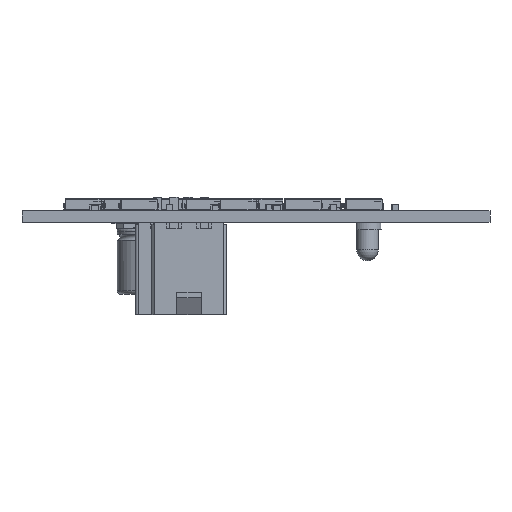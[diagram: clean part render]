
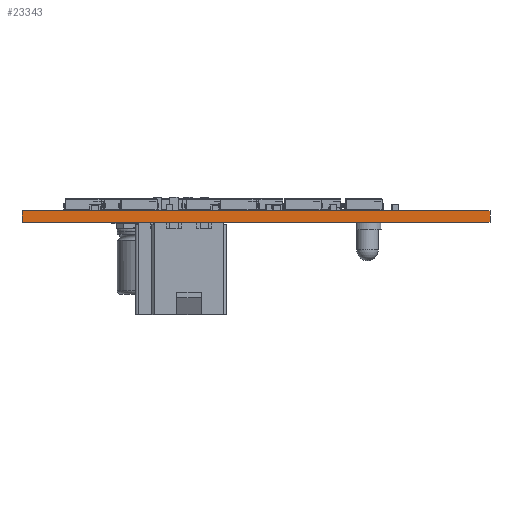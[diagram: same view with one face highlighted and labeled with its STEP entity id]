
A CAD part, front view. The second image highlights one B-rep face of the part: STEP entity #23343.
In plain terms, the highlighted planar face has unit normal (0, -1, 0).
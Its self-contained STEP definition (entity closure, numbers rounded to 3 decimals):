
#23343 = ADVANCED_FACE('',(#23344),#23358,.T.);
#23344 = FACE_BOUND('',#23345,.T.);
#23345 = EDGE_LOOP('',(#23346,#23381,#23409,#23437));
#23346 = ORIENTED_EDGE('',*,*,#23347,.T.);
#23347 = EDGE_CURVE('',#23348,#23350,#23352,.T.);
#23348 = VERTEX_POINT('',#23349);
#23349 = CARTESIAN_POINT('',(188.228,-134.691,0.));
#23350 = VERTEX_POINT('',#23351);
#23351 = CARTESIAN_POINT('',(188.228,-134.691,1.58));
#23352 = SURFACE_CURVE('',#23353,(#23357,#23369),.PCURVE_S1.);
#23353 = LINE('',#23354,#23355);
#23354 = CARTESIAN_POINT('',(188.228,-134.691,0.));
#23355 = VECTOR('',#23356,1.);
#23356 = DIRECTION('',(0.,0.,1.));
#23357 = PCURVE('',#23358,#23363);
#23358 = PLANE('',#23359);
#23359 = AXIS2_PLACEMENT_3D('',#23360,#23361,#23362);
#23360 = CARTESIAN_POINT('',(188.228,-134.691,0.));
#23361 = DIRECTION('',(0.,-1.,0.));
#23362 = DIRECTION('',(-1.,0.,0.));
#23363 = DEFINITIONAL_REPRESENTATION('',(#23364),#23368);
#23364 = LINE('',#23365,#23366);
#23365 = CARTESIAN_POINT('',(0.,-0.));
#23366 = VECTOR('',#23367,1.);
#23367 = DIRECTION('',(0.,-1.));
#23368 = ( GEOMETRIC_REPRESENTATION_CONTEXT(2) 
PARAMETRIC_REPRESENTATION_CONTEXT() REPRESENTATION_CONTEXT('2D SPACE',''
  ) );
#23369 = PCURVE('',#23370,#23375);
#23370 = PLANE('',#23371);
#23371 = AXIS2_PLACEMENT_3D('',#23372,#23373,#23374);
#23372 = CARTESIAN_POINT('',(188.228,-45.791,0.));
#23373 = DIRECTION('',(1.,0.,-0.));
#23374 = DIRECTION('',(0.,-1.,0.));
#23375 = DEFINITIONAL_REPRESENTATION('',(#23376),#23380);
#23376 = LINE('',#23377,#23378);
#23377 = CARTESIAN_POINT('',(88.9,0.));
#23378 = VECTOR('',#23379,1.);
#23379 = DIRECTION('',(0.,-1.));
#23380 = ( GEOMETRIC_REPRESENTATION_CONTEXT(2) 
PARAMETRIC_REPRESENTATION_CONTEXT() REPRESENTATION_CONTEXT('2D SPACE',''
  ) );
#23381 = ORIENTED_EDGE('',*,*,#23382,.T.);
#23382 = EDGE_CURVE('',#23350,#23383,#23385,.T.);
#23383 = VERTEX_POINT('',#23384);
#23384 = CARTESIAN_POINT('',(123.14,-134.691,1.58));
#23385 = SURFACE_CURVE('',#23386,(#23390,#23397),.PCURVE_S1.);
#23386 = LINE('',#23387,#23388);
#23387 = CARTESIAN_POINT('',(188.228,-134.691,1.58));
#23388 = VECTOR('',#23389,1.);
#23389 = DIRECTION('',(-1.,0.,0.));
#23390 = PCURVE('',#23358,#23391);
#23391 = DEFINITIONAL_REPRESENTATION('',(#23392),#23396);
#23392 = LINE('',#23393,#23394);
#23393 = CARTESIAN_POINT('',(0.,-1.58));
#23394 = VECTOR('',#23395,1.);
#23395 = DIRECTION('',(1.,0.));
#23396 = ( GEOMETRIC_REPRESENTATION_CONTEXT(2) 
PARAMETRIC_REPRESENTATION_CONTEXT() REPRESENTATION_CONTEXT('2D SPACE',''
  ) );
#23397 = PCURVE('',#23398,#23403);
#23398 = PLANE('',#23399);
#23399 = AXIS2_PLACEMENT_3D('',#23400,#23401,#23402);
#23400 = CARTESIAN_POINT('',(157.014,-91.98,1.58));
#23401 = DIRECTION('',(-0.,-0.,-1.));
#23402 = DIRECTION('',(-1.,0.,0.));
#23403 = DEFINITIONAL_REPRESENTATION('',(#23404),#23408);
#23404 = LINE('',#23405,#23406);
#23405 = CARTESIAN_POINT('',(-31.214,-42.711));
#23406 = VECTOR('',#23407,1.);
#23407 = DIRECTION('',(1.,0.));
#23408 = ( GEOMETRIC_REPRESENTATION_CONTEXT(2) 
PARAMETRIC_REPRESENTATION_CONTEXT() REPRESENTATION_CONTEXT('2D SPACE',''
  ) );
#23409 = ORIENTED_EDGE('',*,*,#23410,.F.);
#23410 = EDGE_CURVE('',#23411,#23383,#23413,.T.);
#23411 = VERTEX_POINT('',#23412);
#23412 = CARTESIAN_POINT('',(123.14,-134.691,0.));
#23413 = SURFACE_CURVE('',#23414,(#23418,#23425),.PCURVE_S1.);
#23414 = LINE('',#23415,#23416);
#23415 = CARTESIAN_POINT('',(123.14,-134.691,0.));
#23416 = VECTOR('',#23417,1.);
#23417 = DIRECTION('',(0.,0.,1.));
#23418 = PCURVE('',#23358,#23419);
#23419 = DEFINITIONAL_REPRESENTATION('',(#23420),#23424);
#23420 = LINE('',#23421,#23422);
#23421 = CARTESIAN_POINT('',(65.088,0.));
#23422 = VECTOR('',#23423,1.);
#23423 = DIRECTION('',(0.,-1.));
#23424 = ( GEOMETRIC_REPRESENTATION_CONTEXT(2) 
PARAMETRIC_REPRESENTATION_CONTEXT() REPRESENTATION_CONTEXT('2D SPACE',''
  ) );
#23425 = PCURVE('',#23426,#23431);
#23426 = PLANE('',#23427);
#23427 = AXIS2_PLACEMENT_3D('',#23428,#23429,#23430);
#23428 = CARTESIAN_POINT('',(123.14,-134.691,0.));
#23429 = DIRECTION('',(-1.,0.,0.));
#23430 = DIRECTION('',(0.,1.,0.));
#23431 = DEFINITIONAL_REPRESENTATION('',(#23432),#23436);
#23432 = LINE('',#23433,#23434);
#23433 = CARTESIAN_POINT('',(0.,0.));
#23434 = VECTOR('',#23435,1.);
#23435 = DIRECTION('',(0.,-1.));
#23436 = ( GEOMETRIC_REPRESENTATION_CONTEXT(2) 
PARAMETRIC_REPRESENTATION_CONTEXT() REPRESENTATION_CONTEXT('2D SPACE',''
  ) );
#23437 = ORIENTED_EDGE('',*,*,#23438,.F.);
#23438 = EDGE_CURVE('',#23348,#23411,#23439,.T.);
#23439 = SURFACE_CURVE('',#23440,(#23444,#23451),.PCURVE_S1.);
#23440 = LINE('',#23441,#23442);
#23441 = CARTESIAN_POINT('',(188.228,-134.691,0.));
#23442 = VECTOR('',#23443,1.);
#23443 = DIRECTION('',(-1.,0.,0.));
#23444 = PCURVE('',#23358,#23445);
#23445 = DEFINITIONAL_REPRESENTATION('',(#23446),#23450);
#23446 = LINE('',#23447,#23448);
#23447 = CARTESIAN_POINT('',(0.,-0.));
#23448 = VECTOR('',#23449,1.);
#23449 = DIRECTION('',(1.,0.));
#23450 = ( GEOMETRIC_REPRESENTATION_CONTEXT(2) 
PARAMETRIC_REPRESENTATION_CONTEXT() REPRESENTATION_CONTEXT('2D SPACE',''
  ) );
#23451 = PCURVE('',#23452,#23457);
#23452 = PLANE('',#23453);
#23453 = AXIS2_PLACEMENT_3D('',#23454,#23455,#23456);
#23454 = CARTESIAN_POINT('',(157.014,-91.98,0.));
#23455 = DIRECTION('',(-0.,-0.,-1.));
#23456 = DIRECTION('',(-1.,0.,0.));
#23457 = DEFINITIONAL_REPRESENTATION('',(#23458),#23462);
#23458 = LINE('',#23459,#23460);
#23459 = CARTESIAN_POINT('',(-31.214,-42.711));
#23460 = VECTOR('',#23461,1.);
#23461 = DIRECTION('',(1.,0.));
#23462 = ( GEOMETRIC_REPRESENTATION_CONTEXT(2) 
PARAMETRIC_REPRESENTATION_CONTEXT() REPRESENTATION_CONTEXT('2D SPACE',''
  ) );
